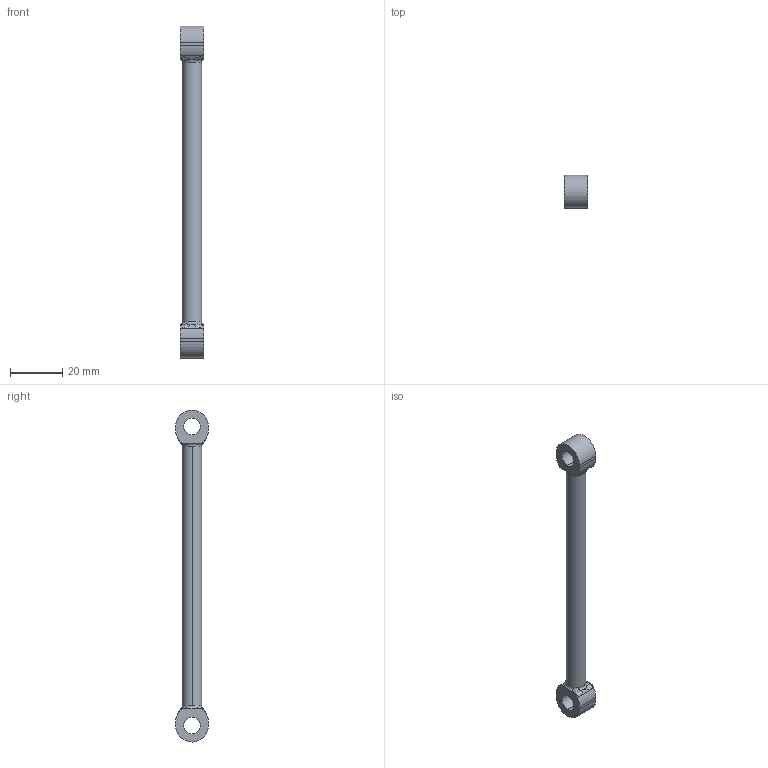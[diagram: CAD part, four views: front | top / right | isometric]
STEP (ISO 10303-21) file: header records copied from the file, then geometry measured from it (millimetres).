
FILE_DESCRIPTION (( 'STEP AP214' ), '1' );
FILE_NAME ('tie_rod.STEP', '2017-12-13T18:09:08', ( '' ), ( '' ), 'SwSTEP 2.0', 'SolidWorks 2016', '' );
FILE_SCHEMA (( 'AUTOMOTIVE_DESIGN' ));
Length unit declared in the file: inch
Products named in the file (1): tie_rod
Bounding box: 8.89 x 12.7 x 127 mm (x, y, z)
Volume: 6518.8 mm3; surface area: 3842.4 mm2
Topology: 1 solids, 1 shells, 68 faces, 174 edges, 108 vertices
Faces by surface type: cylinder 20, plane 20, bspline 20, torus 8
Entity records: 2826 total; most frequent: CARTESIAN_POINT 1339, ORIENTED_EDGE 316, DIRECTION 296, EDGE_CURVE 158, AXIS2_PLACEMENT_3D 117, VERTEX_POINT 100, CIRCLE 68, EDGE_LOOP 64
